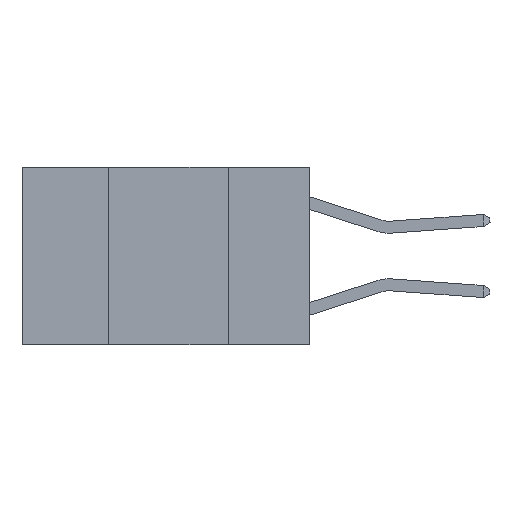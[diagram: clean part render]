
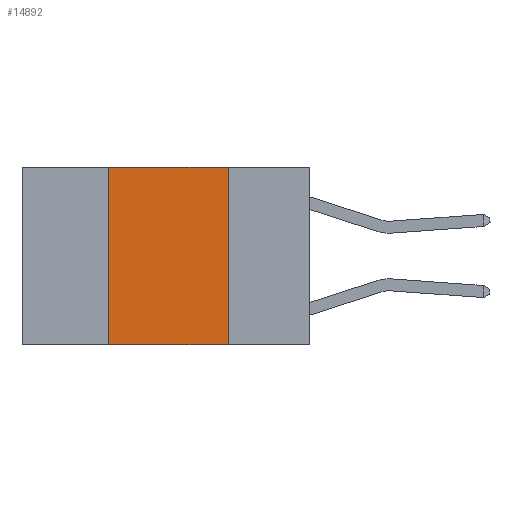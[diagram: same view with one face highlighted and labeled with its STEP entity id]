
A CAD part, left-side view. The second image highlights one B-rep face of the part: STEP entity #14892.
In plain terms, the highlighted planar face has unit normal (-1, 0, 0).
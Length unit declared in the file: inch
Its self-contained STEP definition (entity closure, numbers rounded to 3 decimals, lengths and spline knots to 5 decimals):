
#102 = DIRECTION ( 'NONE',  ( 0., -1., 0. ) ) ;
#549 = EDGE_CURVE ( 'NONE', #1913, #10142, #12018, .T. ) ;
#697 = ORIENTED_EDGE ( 'NONE', *, *, #549, .T. ) ;
#1399 = ORIENTED_EDGE ( 'NONE', *, *, #10824, .F. ) ;
#1789 = CARTESIAN_POINT ( 'NONE',  ( 0., 0.42, 0. ) ) ;
#1913 = VERTEX_POINT ( 'NONE', #11346 ) ;
#2083 = DIRECTION ( 'NONE',  ( 1., 0., 0. ) ) ;
#2169 = EDGE_LOOP ( 'NONE', ( #3120, #1399, #3765, #697 ) ) ;
#2555 = VERTEX_POINT ( 'NONE', #1789 ) ;
#2805 = LINE ( 'NONE', #10908, #10697 ) ;
#3120 = ORIENTED_EDGE ( 'NONE', *, *, #7693, .F. ) ;
#3259 = LINE ( 'NONE', #12865, #14288 ) ;
#3765 = ORIENTED_EDGE ( 'NONE', *, *, #12298, .F. ) ;
#4548 = CARTESIAN_POINT ( 'NONE',  ( 0., 0.6, 0. ) ) ;
#4768 = LINE ( 'NONE', #8512, #8385 ) ;
#6108 = PLANE ( 'NONE',  #7184 ) ;
#6258 = DIRECTION ( 'NONE',  ( 0., 0., -1. ) ) ;
#6703 = VERTEX_POINT ( 'NONE', #14679 ) ;
#7015 = CARTESIAN_POINT ( 'NONE',  ( 0., 0.6, -0.37 ) ) ;
#7184 = AXIS2_PLACEMENT_3D ( 'NONE', #4548, #2083, #9323 ) ;
#7545 = CARTESIAN_POINT ( 'NONE',  ( 0., 0.17, -0.37 ) ) ;
#7693 = EDGE_CURVE ( 'NONE', #6703, #10142, #4768, .T. ) ;
#8385 = VECTOR ( 'NONE', #6258, 39.37008 ) ;
#8512 = CARTESIAN_POINT ( 'NONE',  ( 0., 0.17, 0. ) ) ;
#8589 = FACE_OUTER_BOUND ( 'NONE', #2169, .T. ) ;
#9323 = DIRECTION ( 'NONE',  ( 0., 0., -1. ) ) ;
#10142 = VERTEX_POINT ( 'NONE', #7545 ) ;
#10646 = DIRECTION ( 'NONE',  ( 0., -1., 0. ) ) ;
#10697 = VECTOR ( 'NONE', #102, 39.37008 ) ;
#10824 = EDGE_CURVE ( 'NONE', #2555, #6703, #2805, .T. ) ;
#10908 = CARTESIAN_POINT ( 'NONE',  ( 0., 0.6, 0. ) ) ;
#11346 = CARTESIAN_POINT ( 'NONE',  ( 0., 0.42, -0.37 ) ) ;
#12018 = LINE ( 'NONE', #7015, #14472 ) ;
#12298 = EDGE_CURVE ( 'NONE', #1913, #2555, #3259, .T. ) ;
#12865 = CARTESIAN_POINT ( 'NONE',  ( 0., 0.42, 0. ) ) ;
#12942 = DIRECTION ( 'NONE',  ( 0., 0., 1. ) ) ;
#14288 = VECTOR ( 'NONE', #12942, 39.37008 ) ;
#14472 = VECTOR ( 'NONE', #10646, 39.37008 ) ;
#14679 = CARTESIAN_POINT ( 'NONE',  ( 0., 0.17, 0. ) ) ;
#14892 = ADVANCED_FACE ( 'NONE', ( #8589 ), #6108, .F. ) ;
